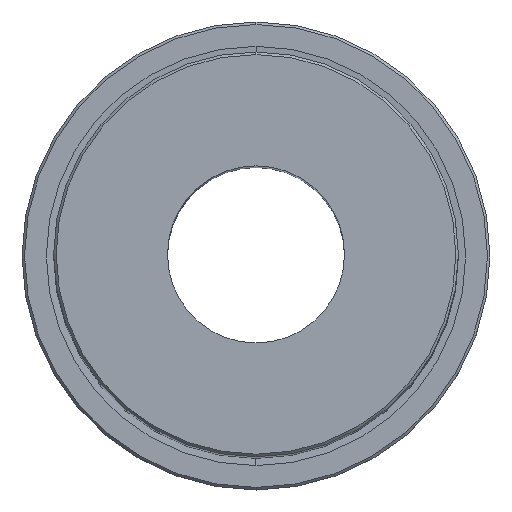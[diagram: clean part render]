
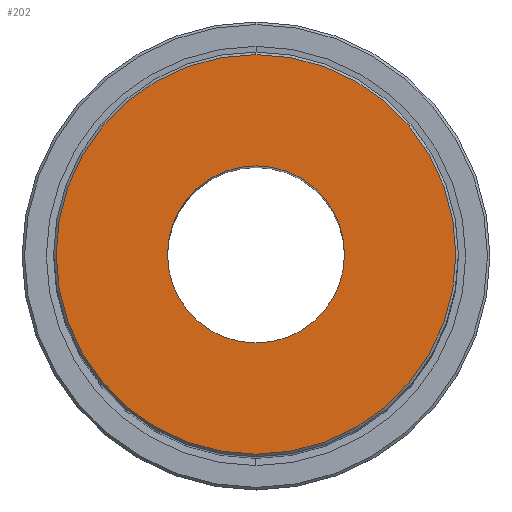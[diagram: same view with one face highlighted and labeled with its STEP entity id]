
A CAD part, top view. The second image highlights one B-rep face of the part: STEP entity #202.
In plain terms, the highlighted planar face has unit normal (0, 0, 1).
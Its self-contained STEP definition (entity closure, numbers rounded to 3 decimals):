
#158=VERTEX_POINT('NONE',#393);
#202=ADVANCED_FACE('NONE',(#443,#444),#445,.T.);
#230=VERTEX_POINT('NONE',#479);
#234=VERTEX_POINT('NONE',#484);
#250=VERTEX_POINT('NONE',#501);
#266=EDGE_CURVE('NONE',#234,#230,#518,.T.);
#280=EDGE_CURVE('NONE',#250,#158,#532,.T.);
#286=EDGE_CURVE('NONE',#230,#234,#538,.T.);
#306=EDGE_CURVE('NONE',#158,#250,#564,.T.);
#393=CARTESIAN_POINT('',(0.0,-15.8,74.0));
#443=FACE_OUTER_BOUND('',#720,.T.);
#444=FACE_BOUND('',#721,.T.);
#445=PLANE('',#722);
#479=CARTESIAN_POINT('',(0.,7.,74.0));
#484=CARTESIAN_POINT('',(0.0,-7.,74.0));
#501=CARTESIAN_POINT('',(0.,15.8,74.0));
#518=CIRCLE('',#809,7.);
#532=CIRCLE('',#830,15.8);
#538=CIRCLE('',#840,7.);
#564=CIRCLE('',#873,15.8);
#720=EDGE_LOOP('',(#1039,#1040));
#721=EDGE_LOOP('',(#1041,#1042));
#722=AXIS2_PLACEMENT_3D('',#1043,#1044,#1045);
#809=AXIS2_PLACEMENT_3D('',#1129,#1130,#1131);
#830=AXIS2_PLACEMENT_3D('',#1145,#1146,#1147);
#840=AXIS2_PLACEMENT_3D('',#1152,#1153,#1154);
#873=AXIS2_PLACEMENT_3D('',#1200,#1201,#1202);
#1039=ORIENTED_EDGE('',*,*,#306,.T.);
#1040=ORIENTED_EDGE('',*,*,#280,.T.);
#1041=ORIENTED_EDGE('',*,*,#266,.T.);
#1042=ORIENTED_EDGE('',*,*,#286,.T.);
#1043=CARTESIAN_POINT('',(-7.,0.0,74.0));
#1044=DIRECTION('',(0.0,-0.0,1.0));
#1045=DIRECTION('',(0.0,1.0,0.0));
#1129=CARTESIAN_POINT('',(0.0,0.0,74.0));
#1130=DIRECTION('',(0.0,0.0,-1.0));
#1131=DIRECTION('',(0.0,-1.0,0.0));
#1145=CARTESIAN_POINT('',(0.0,0.0,74.0));
#1146=DIRECTION('',(0.0,-0.0,1.0));
#1147=DIRECTION('',(0.0,1.0,0.0));
#1152=CARTESIAN_POINT('',(0.0,0.0,74.0));
#1153=DIRECTION('',(0.0,0.0,-1.0));
#1154=DIRECTION('',(0.0,-1.0,0.0));
#1200=CARTESIAN_POINT('',(0.0,0.0,74.0));
#1201=DIRECTION('',(0.0,-0.0,1.0));
#1202=DIRECTION('',(0.0,1.0,0.0));
